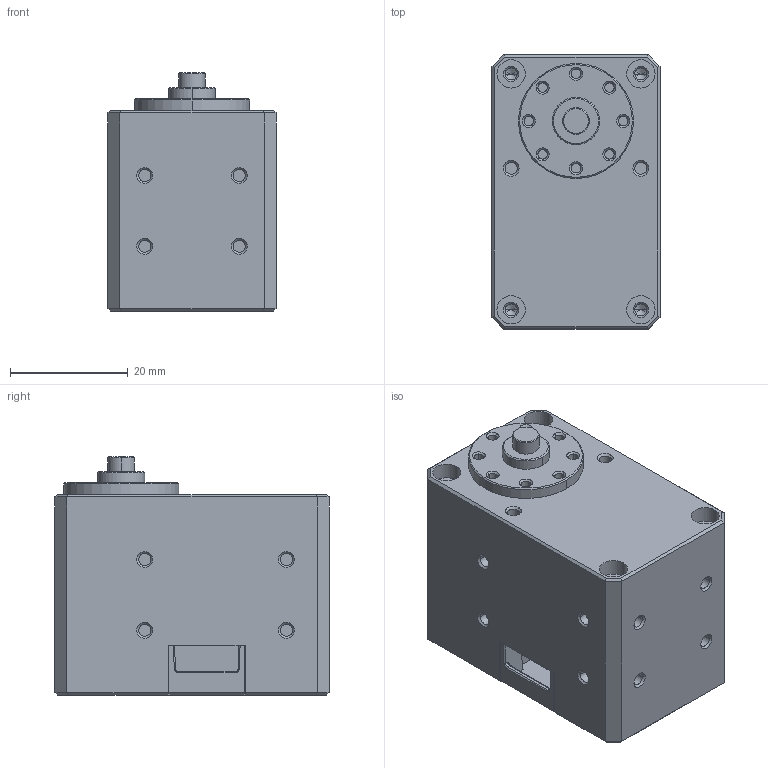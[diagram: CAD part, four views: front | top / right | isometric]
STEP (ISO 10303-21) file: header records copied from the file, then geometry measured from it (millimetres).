
FILE_DESCRIPTION((''),'2;1');
FILE_NAME('X-430_IDLE','2021-11-18T11:22:49',('rein_je'),(''),'CREO PARAMETRIC BY PTC INC, 2019471','CREO PARAMETRIC BY PTC INC, 2019471','');
FILE_SCHEMA(('AUTOMOTIVE_DESIGN { 1 0 10303 214 1 1 1 1 }'));
Length unit declared in the file: millimetre
Products named in the file (1): X-430_IDLE
Bounding box: 28.5 x 46.5 x 40.4 mm (x, y, z)
Volume: 43382.8 mm3; surface area: 10529.3 mm2
Topology: 1 solids, 2 shells, 403 faces, 968 edges, 601 vertices
Faces by surface type: plane 168, cylinder 128, cone 101, torus 4, bspline 2
Entity records: 17423 total; most frequent: DIRECTION 2106, CARTESIAN_POINT 2076, ORIENTED_EDGE 1898, PRESENTATION_STYLE_ASSIGNMENT 1355, STYLED_ITEM 1355, CURVE_STYLE 951, EDGE_CURVE 949, AXIS2_PLACEMENT_3D 769
